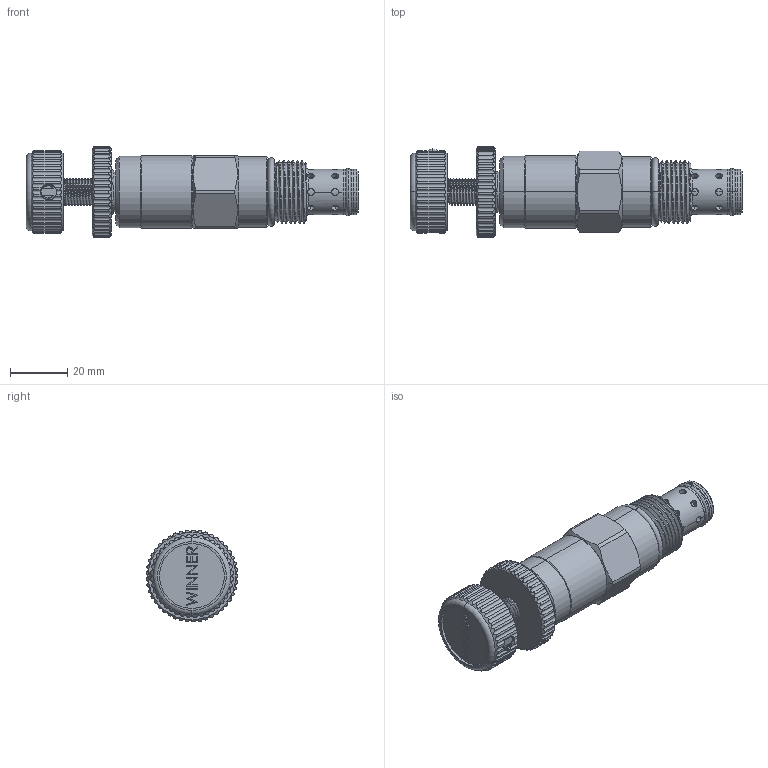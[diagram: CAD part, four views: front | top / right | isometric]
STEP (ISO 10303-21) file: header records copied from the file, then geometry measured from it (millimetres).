
FILE_DESCRIPTION (( 'STEP AP203' ), '1' );
FILE_NAME ('CR10W20-K.STEP', '2020-04-15T02:09:29', ( '' ), ( '' ), 'SwSTEP 2.0', 'SolidWorks 2018', '' );
FILE_SCHEMA (( 'CONFIG_CONTROL_DESIGN' ));
Length unit declared in the file: millimetre
Products named in the file (1): CR10W20-K
Bounding box: 116.34 x 32.18 x 32.2 mm (x, y, z)
Volume: 48877.1 mm3; surface area: 14135.3 mm2
Topology: 3 solids, 3 shells, 520 faces, 1406 edges, 923 vertices
Faces by surface type: cylinder 345, plane 105, cone 35, torus 23, bspline 10, sphere 2
Entity records: 25391 total; most frequent: CARTESIAN_POINT 12906, ORIENTED_EDGE 2812, DIRECTION 2325, EDGE_CURVE 1406, VERTEX_POINT 923, AXIS2_PLACEMENT_3D 878, LINE 569, VECTOR 569
